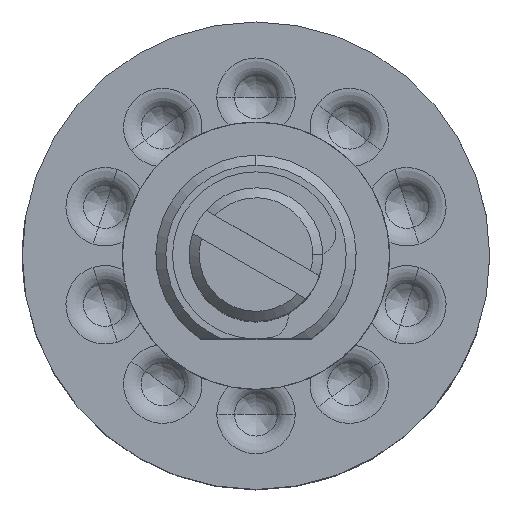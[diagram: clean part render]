
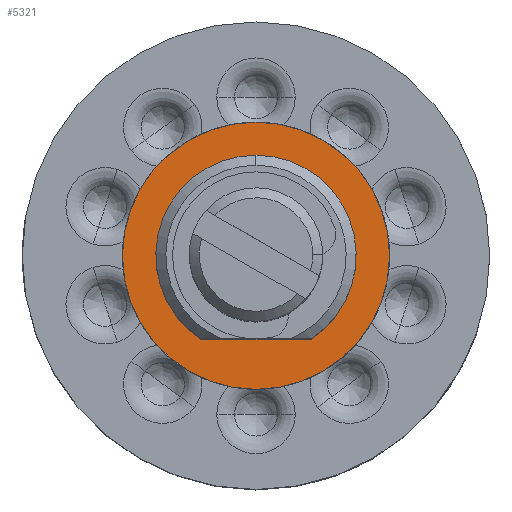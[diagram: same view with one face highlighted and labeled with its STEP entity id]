
A CAD part, top view. The second image highlights one B-rep face of the part: STEP entity #5321.
In plain terms, the highlighted planar face has unit normal (0, 0, 1).
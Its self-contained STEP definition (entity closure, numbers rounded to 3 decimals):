
#3 = CARTESIAN_POINT ( 'NONE',  ( 0., 0., 0. ) ) ;
#176 = VERTEX_POINT ( 'NONE', #4406 ) ;
#369 = AXIS2_PLACEMENT_3D ( 'NONE', #4776, #8340, #10972 ) ;
#1283 = ORIENTED_EDGE ( 'NONE', *, *, #9994, .F. ) ;
#1377 = PLANE ( 'NONE',  #9537 ) ;
#1700 = ORIENTED_EDGE ( 'NONE', *, *, #8229, .T. ) ;
#1903 = VERTEX_POINT ( 'NONE', #15366 ) ;
#2652 = CARTESIAN_POINT ( 'NONE',  ( 0., 3., 0. ) ) ;
#3612 = FACE_BOUND ( 'NONE', #11045, .T. ) ;
#3829 = CIRCLE ( 'NONE', #15630, 4. ) ;
#3864 = EDGE_LOOP ( 'NONE', ( #13561, #1700 ) ) ;
#4018 = FACE_OUTER_BOUND ( 'NONE', #3864, .T. ) ;
#4116 = AXIS2_PLACEMENT_3D ( 'NONE', #8201, #13576, #8685 ) ;
#4318 = VERTEX_POINT ( 'NONE', #2652 ) ;
#4406 = CARTESIAN_POINT ( 'NONE',  ( 1.658, -2.5, 0. ) ) ;
#4776 = CARTESIAN_POINT ( 'NONE',  ( 0., 0., 0. ) ) ;
#4779 = DIRECTION ( 'NONE',  ( -1., 0., 0. ) ) ;
#4780 = DIRECTION ( 'NONE',  ( 0., 0., 1. ) ) ;
#5321 = ADVANCED_FACE ( 'NONE', ( #3612, #4018 ), #1377, .T. ) ;
#6008 = DIRECTION ( 'NONE',  ( 0., -1., 0. ) ) ;
#6372 = VECTOR ( 'NONE', #4779, 1000. ) ;
#6571 = CARTESIAN_POINT ( 'NONE',  ( -1.658, -2.5, 0. ) ) ;
#7488 = CARTESIAN_POINT ( 'NONE',  ( 0., -2.5, 0. ) ) ;
#8011 = DIRECTION ( 'NONE',  ( 0., -1., 0. ) ) ;
#8201 = CARTESIAN_POINT ( 'NONE',  ( 0., 0., 0. ) ) ;
#8229 = EDGE_CURVE ( 'NONE', #9007, #1903, #3829, .T. ) ;
#8340 = DIRECTION ( 'NONE',  ( 0., 0., 1. ) ) ;
#8429 = CIRCLE ( 'NONE', #4116, 4. ) ;
#8685 = DIRECTION ( 'NONE',  ( 0., -1., 0. ) ) ;
#8998 = CARTESIAN_POINT ( 'NONE',  ( 0., 0., 0. ) ) ;
#9007 = VERTEX_POINT ( 'NONE', #15753 ) ;
#9537 = AXIS2_PLACEMENT_3D ( 'NONE', #3, #4780, #6008 ) ;
#9673 = LINE ( 'NONE', #7488, #6372 ) ;
#9725 = ORIENTED_EDGE ( 'NONE', *, *, #14152, .F. ) ;
#9994 = EDGE_CURVE ( 'NONE', #4318, #10829, #16038, .T. ) ;
#10059 = ORIENTED_EDGE ( 'NONE', *, *, #15689, .T. ) ;
#10829 = VERTEX_POINT ( 'NONE', #6571 ) ;
#10972 = DIRECTION ( 'NONE',  ( 0., -1., 0. ) ) ;
#11045 = EDGE_LOOP ( 'NONE', ( #9725, #10059, #1283 ) ) ;
#11218 = AXIS2_PLACEMENT_3D ( 'NONE', #8998, #15170, #11308 ) ;
#11308 = DIRECTION ( 'NONE',  ( 0., -1., 0. ) ) ;
#11768 = DIRECTION ( 'NONE',  ( 0., 0., 1. ) ) ;
#11816 = CARTESIAN_POINT ( 'NONE',  ( 0., 0., 0. ) ) ;
#13395 = EDGE_CURVE ( 'NONE', #1903, #9007, #8429, .T. ) ;
#13561 = ORIENTED_EDGE ( 'NONE', *, *, #13395, .T. ) ;
#13576 = DIRECTION ( 'NONE',  ( 0., 0., 1. ) ) ;
#14152 = EDGE_CURVE ( 'NONE', #176, #4318, #15466, .T. ) ;
#15170 = DIRECTION ( 'NONE',  ( 0., 0., 1. ) ) ;
#15366 = CARTESIAN_POINT ( 'NONE',  ( 0., 4., 0. ) ) ;
#15466 = CIRCLE ( 'NONE', #11218, 3. ) ;
#15630 = AXIS2_PLACEMENT_3D ( 'NONE', #11816, #11768, #8011 ) ;
#15689 = EDGE_CURVE ( 'NONE', #176, #10829, #9673, .T. ) ;
#15753 = CARTESIAN_POINT ( 'NONE',  ( 0., -4., 0. ) ) ;
#16038 = CIRCLE ( 'NONE', #369, 3. ) ;
